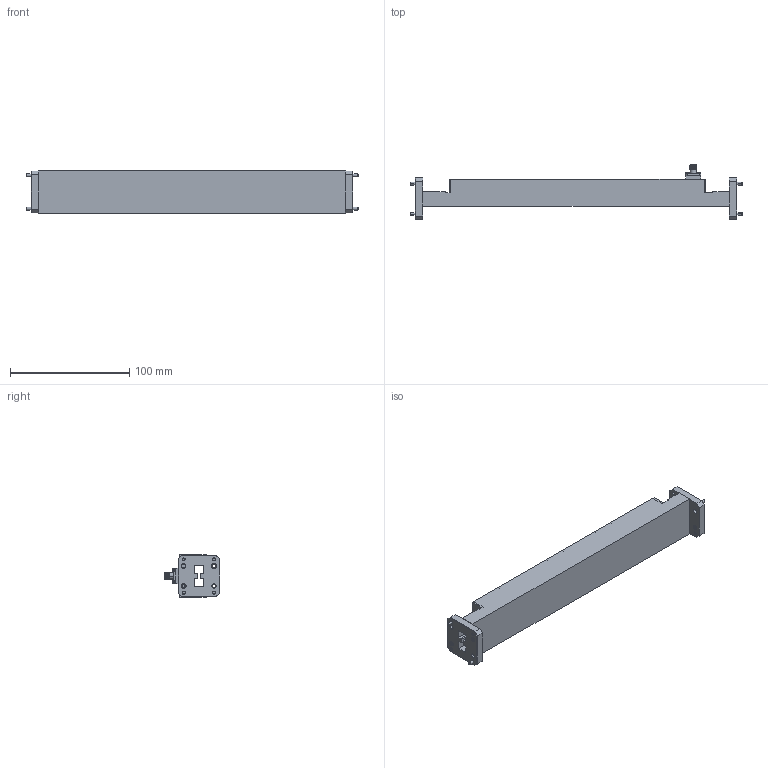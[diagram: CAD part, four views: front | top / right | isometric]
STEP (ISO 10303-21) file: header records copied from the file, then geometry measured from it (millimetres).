
FILE_DESCRIPTION (( 'STEP AP214' ), '1' );
FILE_NAME ('FMWRD650CP01-40_3D.step', '2023-05-23T23:47:02', ( '' ), ( '' ), 'SwSTEP 2.0', 'SolidWorks 2022', '' );
FILE_SCHEMA (( 'AUTOMOTIVE_DESIGN' ));
Products named in the file (1): FMWRD650CP01-40_3D
Bounding box: 278.6 x 46.51 x 36 mm (x, y, z)
Volume: 173906.2 mm3; surface area: 55245.8 mm2
Topology: 1 solids, 6 shells, 1379 faces, 3636 edges, 2381 vertices
Faces by surface type: plane 626, cylinder 360, cone 276, bspline 95, torus 18, sphere 4
Entity records: 74305 total; most frequent: CARTESIAN_POINT 42439, ORIENTED_EDGE 7264, DIRECTION 5925, EDGE_CURVE 3632, VERTEX_POINT 2381, AXIS2_PLACEMENT_3D 2249, EDGE_LOOP 1521, VECTOR 1427
